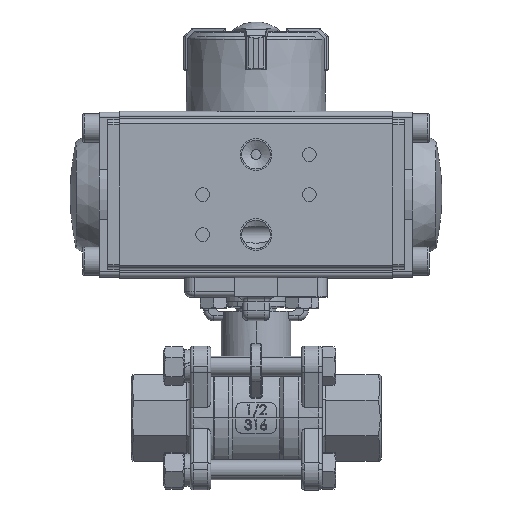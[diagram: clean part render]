
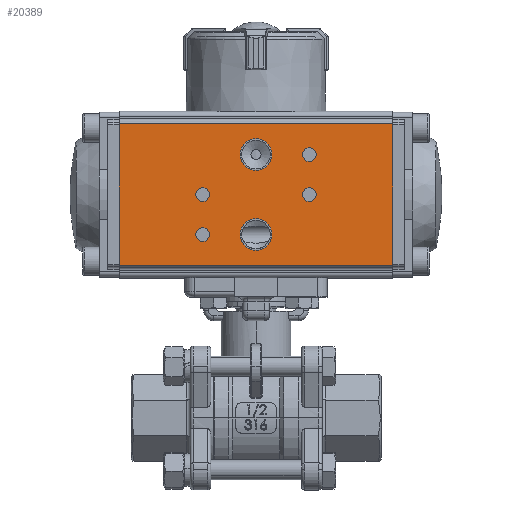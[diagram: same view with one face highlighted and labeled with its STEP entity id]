
A CAD part, top view. The second image highlights one B-rep face of the part: STEP entity #20389.
In plain terms, the highlighted face is planar.
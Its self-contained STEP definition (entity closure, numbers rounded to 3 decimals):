
#1633=PLANE('',#22619);
#2366=CIRCLE('',#22469,2.067);
#2368=CIRCLE('',#22472,2.067);
#2417=CIRCLE('',#22548,4.765);
#2419=CIRCLE('',#22551,4.765);
#2421=CIRCLE('',#22554,2.067);
#2423=CIRCLE('',#22557,2.067);
#6726=ORIENTED_EDGE('',*,*,#10685,.F.);
#6727=ORIENTED_EDGE('',*,*,#10686,.F.);
#6728=ORIENTED_EDGE('',*,*,#10687,.T.);
#6729=ORIENTED_EDGE('',*,*,#10680,.T.);
#6730=ORIENTED_EDGE('',*,*,#10572,.T.);
#6731=ORIENTED_EDGE('',*,*,#10574,.T.);
#6732=ORIENTED_EDGE('',*,*,#10637,.T.);
#6733=ORIENTED_EDGE('',*,*,#10635,.T.);
#6734=ORIENTED_EDGE('',*,*,#10633,.T.);
#6735=ORIENTED_EDGE('',*,*,#10631,.T.);
#10572=EDGE_CURVE('',#12833,#12833,#2366,.T.);
#10574=EDGE_CURVE('',#12835,#12835,#2368,.T.);
#10631=EDGE_CURVE('',#12890,#12890,#2417,.T.);
#10633=EDGE_CURVE('',#12892,#12892,#2419,.T.);
#10635=EDGE_CURVE('',#12894,#12894,#2421,.T.);
#10637=EDGE_CURVE('',#12896,#12896,#2423,.T.);
#10680=EDGE_CURVE('',#12928,#12927,#14343,.T.);
#10685=EDGE_CURVE('',#12931,#12927,#14347,.T.);
#10686=EDGE_CURVE('',#12932,#12931,#14348,.T.);
#10687=EDGE_CURVE('',#12932,#12928,#14349,.T.);
#12833=VERTEX_POINT('',#41985);
#12835=VERTEX_POINT('',#41990);
#12890=VERTEX_POINT('',#42194);
#12892=VERTEX_POINT('',#42199);
#12894=VERTEX_POINT('',#42204);
#12896=VERTEX_POINT('',#42209);
#12927=VERTEX_POINT('',#42326);
#12928=VERTEX_POINT('',#42328);
#12931=VERTEX_POINT('',#42338);
#12932=VERTEX_POINT('',#42340);
#14343=LINE('',#42327,#15509);
#14347=LINE('',#42337,#15513);
#14348=LINE('',#42339,#15514);
#14349=LINE('',#42341,#15515);
#15509=VECTOR('',#26963,1000.);
#15513=VECTOR('',#26973,1000.);
#15514=VECTOR('',#26974,1000.);
#15515=VECTOR('',#26975,1000.);
#16863=EDGE_LOOP('',(#6726,#6727,#6728,#6729));
#16864=EDGE_LOOP('',(#6730));
#16865=EDGE_LOOP('',(#6731));
#16866=EDGE_LOOP('',(#6732));
#16867=EDGE_LOOP('',(#6733));
#16868=EDGE_LOOP('',(#6734));
#16869=EDGE_LOOP('',(#6735));
#18460=FACE_BOUND('',#16863,.T.);
#18461=FACE_BOUND('',#16864,.T.);
#18462=FACE_BOUND('',#16865,.T.);
#18463=FACE_BOUND('',#16866,.T.);
#18464=FACE_BOUND('',#16867,.T.);
#18465=FACE_BOUND('',#16868,.T.);
#18466=FACE_BOUND('',#16869,.T.);
#20389=ADVANCED_FACE('',(#18460,#18461,#18462,#18463,#18464,#18465,#18466),
#1633,.F.);
#22469=AXIS2_PLACEMENT_3D('',#41984,#26640,#26641);
#22472=AXIS2_PLACEMENT_3D('',#41989,#26646,#26647);
#22548=AXIS2_PLACEMENT_3D('',#42193,#26798,#26799);
#22551=AXIS2_PLACEMENT_3D('',#42198,#26804,#26805);
#22554=AXIS2_PLACEMENT_3D('',#42203,#26810,#26811);
#22557=AXIS2_PLACEMENT_3D('',#42208,#26816,#26817);
#22619=AXIS2_PLACEMENT_3D('',#42336,#26971,#26972);
#26640=DIRECTION('',(-1.,0.,0.));
#26641=DIRECTION('',(0.,0.,1.));
#26646=DIRECTION('',(-1.,0.,0.));
#26647=DIRECTION('',(0.,0.,1.));
#26798=DIRECTION('',(-1.,0.,0.));
#26799=DIRECTION('',(0.,0.,1.));
#26804=DIRECTION('',(-1.,0.,0.));
#26805=DIRECTION('',(0.,0.,1.));
#26810=DIRECTION('',(-1.,0.,0.));
#26811=DIRECTION('',(0.,0.,1.));
#26816=DIRECTION('',(-1.,0.,0.));
#26817=DIRECTION('',(0.,0.,1.));
#26963=DIRECTION('',(0.,0.,1.));
#26971=DIRECTION('',(-1.,0.,0.));
#26972=DIRECTION('',(0.,0.,1.));
#26973=DIRECTION('',(0.,1.,0.));
#26974=DIRECTION('',(0.,0.,1.));
#26975=DIRECTION('',(0.,1.,0.));
#41984=CARTESIAN_POINT('',(27.,-12.,16.));
#41985=CARTESIAN_POINT('',(27.,-12.,18.067));
#41989=CARTESIAN_POINT('',(27.,0.,16.));
#41990=CARTESIAN_POINT('',(27.,0.,18.067));
#42193=CARTESIAN_POINT('',(27.,12.,0.));
#42194=CARTESIAN_POINT('',(27.,12.,4.765));
#42198=CARTESIAN_POINT('',(27.,-12.,0.));
#42199=CARTESIAN_POINT('',(27.,-12.,4.765));
#42203=CARTESIAN_POINT('',(27.,0.,-16.));
#42204=CARTESIAN_POINT('',(27.,0.,-13.933));
#42208=CARTESIAN_POINT('',(27.,12.,-16.));
#42209=CARTESIAN_POINT('',(27.,12.,-13.933));
#42326=CARTESIAN_POINT('',(27.,21.25,41.));
#42327=CARTESIAN_POINT('',(27.,21.25,0.));
#42328=CARTESIAN_POINT('',(27.,21.25,-41.));
#42336=CARTESIAN_POINT('',(27.,21.75,0.));
#42337=CARTESIAN_POINT('',(27.,0.,41.));
#42338=CARTESIAN_POINT('',(27.,-21.25,41.));
#42339=CARTESIAN_POINT('',(27.,-21.25,0.));
#42340=CARTESIAN_POINT('',(27.,-21.25,-41.));
#42341=CARTESIAN_POINT('',(27.,0.,-41.));
